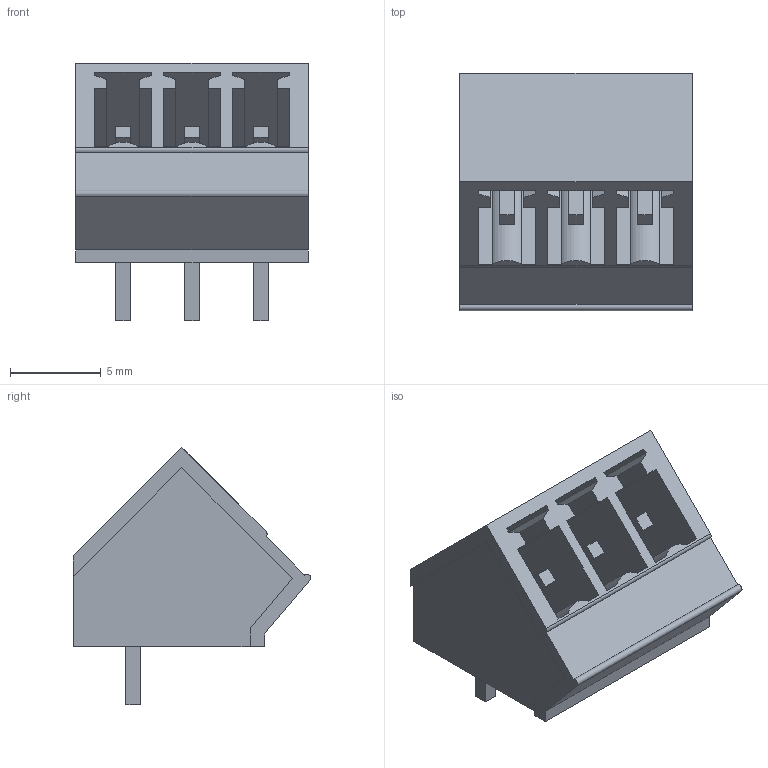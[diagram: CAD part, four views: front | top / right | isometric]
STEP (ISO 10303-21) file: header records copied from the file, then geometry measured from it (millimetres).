
FILE_DESCRIPTION(('CATIA V5 STEP Exchange','CAx-IF Rec.Pracs.--- Model Styling and Organization---1.2---2011-12-15'),'2;1');
FILE_NAME ('D1460957_0_1977210000_1977210000.stp','2018-04-23T10:11:34+00:00',('none'),('Weidmueller'),'CATIA Version 5-6 Release 2014','CATIA V5 STEP AP214','none');
FILE_SCHEMA(('AUTOMOTIVE_DESIGN { 1 0 10303 214 1 1 1 1 }'));
Length unit declared in the file: millimetre
Products named in the file (1): 1977210000
Bounding box: 12.82 x 13.1 x 14.2 mm (x, y, z)
Volume: 605.1 mm3; surface area: 1557.2 mm2
Topology: 4 solids, 4 shells, 151 faces, 424 edges, 284 vertices
Faces by surface type: plane 140, cylinder 11
Entity records: 4903 total; most frequent: CARTESIAN_POINT 874, ORIENTED_EDGE 848, DIRECTION 703, EDGE_CURVE 424, VECTOR 402, LINE 402, VERTEX_POINT 284, AXIS2_PLACEMENT_3D 161
